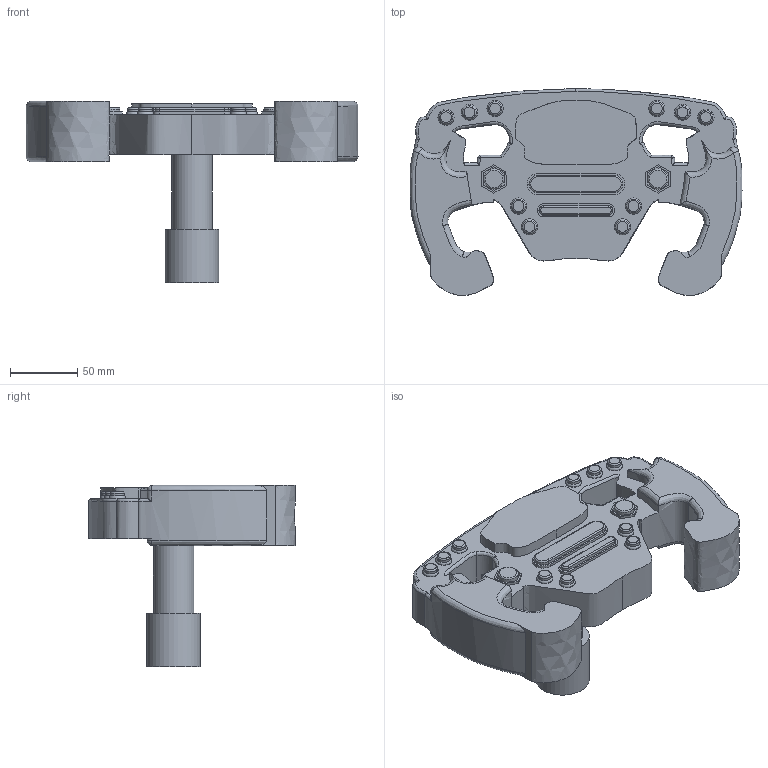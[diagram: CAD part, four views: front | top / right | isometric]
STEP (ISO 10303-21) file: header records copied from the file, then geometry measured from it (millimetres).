
FILE_DESCRIPTION(/* description */ (''),/* implementation_level */ '2;1');
FILE_NAME(/* name */ 'Tablero y volante v1.step',/* time_stamp */ '2025-07-29T10:16:55-04:00',/* author */ (''),/* organization */ (''),/* preprocessor_version */ 'ST-DEVELOPER v20.1',/* originating_system */ 'Autodesk Translation Framework v14.10.0.0',/* authorisation */ '');
FILE_SCHEMA (('AUTOMOTIVE_DESIGN { 1 0 10303 214 3 1 1 }'));
Length unit declared in the file: millimetre
Products named in the file (1): Tablero y volante
Bounding box: 246.74 x 153.89 x 135 mm (x, y, z)
Volume: 1015786.5 mm3; surface area: 122684 mm2
Topology: 1 solids, 2 shells, 253 faces, 619 edges, 389 vertices
Faces by surface type: bspline 94, plane 75, cylinder 52, torus 26, sphere 6
Full cylindrical faces by diameter (mm): 10 x10, 12 x10, 15 x2, 30 x1, 40 x1
Entity records: 38015 total; most frequent: CARTESIAN_POINT 32458, ORIENTED_EDGE 1226, DIRECTION 907, EDGE_CURVE 613, VERTEX_POINT 389, AXIS2_PLACEMENT_3D 340, EDGE_LOOP 282, FACE_OUTER_BOUND 253
